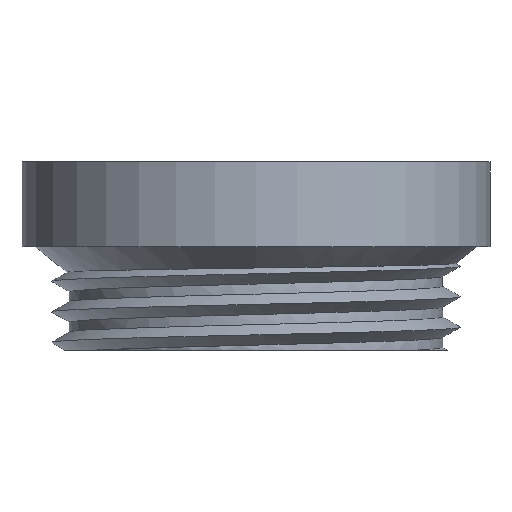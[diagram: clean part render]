
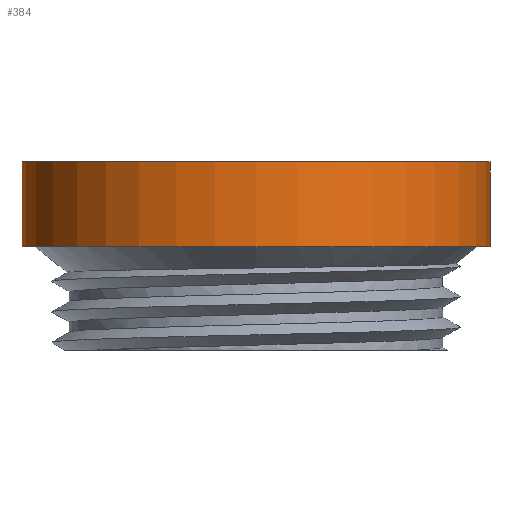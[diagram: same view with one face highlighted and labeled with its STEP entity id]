
A CAD part, front view. The second image highlights one B-rep face of the part: STEP entity #384.
In plain terms, the highlighted cylindrical face has radius 23 mm (diameter 46 mm), a full revolution.
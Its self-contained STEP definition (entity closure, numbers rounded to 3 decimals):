
#49=FACE_OUTER_BOUND('',#74,.T.);
#74=EDGE_LOOP('',(#338,#339,#340,#341));
#90=CIRCLE('',#428,23.);
#91=CIRCLE('',#430,23.);
#134=LINE('',#3197,#145);
#145=VECTOR('',#505,23.);
#181=VERTEX_POINT('',#3192);
#182=VERTEX_POINT('',#3195);
#236=EDGE_CURVE('',#181,#181,#90,.T.);
#237=EDGE_CURVE('',#182,#182,#91,.T.);
#238=EDGE_CURVE('',#182,#181,#134,.T.);
#338=ORIENTED_EDGE('',*,*,#237,.F.);
#339=ORIENTED_EDGE('',*,*,#238,.T.);
#340=ORIENTED_EDGE('',*,*,#236,.T.);
#341=ORIENTED_EDGE('',*,*,#238,.F.);
#363=CYLINDRICAL_SURFACE('',#429,23.);
#384=ADVANCED_FACE('',(#49),#363,.T.);
#428=AXIS2_PLACEMENT_3D('',#3193,#499,#500);
#429=AXIS2_PLACEMENT_3D('',#3194,#501,#502);
#430=AXIS2_PLACEMENT_3D('',#3196,#503,#504);
#499=DIRECTION('center_axis',(0.,0.,1.));
#500=DIRECTION('ref_axis',(1.,0.,0.));
#501=DIRECTION('center_axis',(0.,0.,1.));
#502=DIRECTION('ref_axis',(1.,0.,0.));
#503=DIRECTION('center_axis',(0.,0.,1.));
#504=DIRECTION('ref_axis',(1.,0.,0.));
#505=DIRECTION('',(0.,0.,-1.));
#3192=CARTESIAN_POINT('',(-23.,0.,13.15));
#3193=CARTESIAN_POINT('Origin',(0.,0.,13.15));
#3194=CARTESIAN_POINT('Origin',(0.,0.,3.));
#3195=CARTESIAN_POINT('',(-23.,0.,21.5));
#3196=CARTESIAN_POINT('Origin',(0.,0.,21.5));
#3197=CARTESIAN_POINT('',(-23.,0.,3.));
